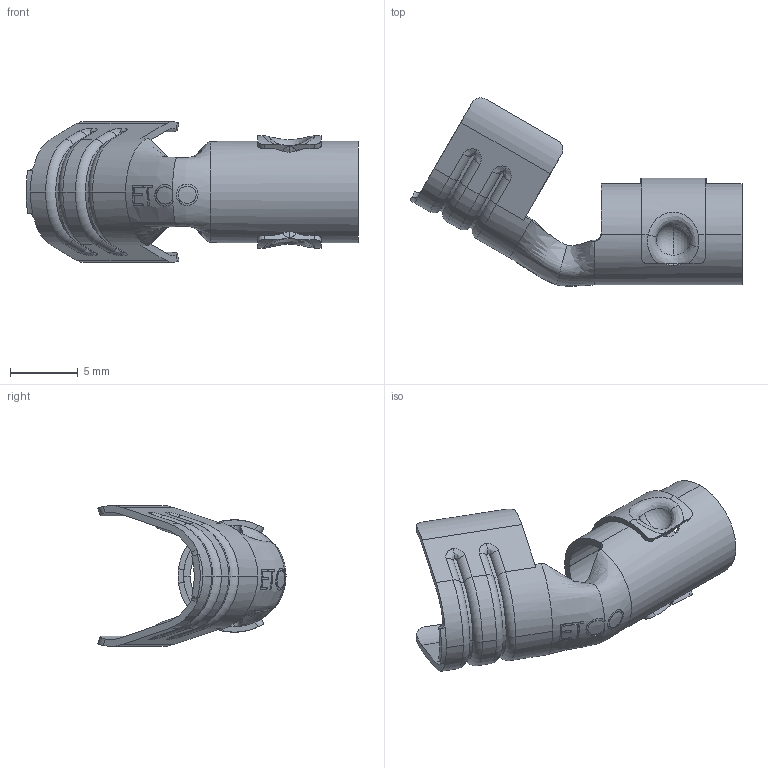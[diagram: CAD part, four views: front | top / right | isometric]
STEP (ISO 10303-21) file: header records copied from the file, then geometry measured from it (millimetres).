
FILE_DESCRIPTION (( 'STEP AP203' ), '1' );
FILE_NAME ('SP10-W-150.STEP', '2019-11-05T15:55:42', ( 'tempuser' ), ( 'Microsoft' ), 'SwSTEP 2.0', 'SolidWorks 2019', '' );
FILE_SCHEMA (( 'CONFIG_CONTROL_DESIGN' ));
Length unit declared in the file: inch
Products named in the file (3): SP10-W-150_SP10-W-150 without carrier; SCA4 expanded for mating_SCA4-B; SP10-W-150
Assembly tree (2 placements, depth 2):
  SP10-W-150
    SP10-W-150_SP10-W-150 without carrier
    SCA4 expanded for mating_SCA4-B
Bounding box: 24.54 x 13.91 x 10.41 mm (x, y, z)
Volume: 274.3 mm3; surface area: 1188.5 mm2
Topology: 2 solids, 2 shells, 221 faces, 629 edges, 412 vertices
Faces by surface type: bspline 95, cylinder 60, plane 40, torus 18, sphere 8
Entity records: 14356 total; most frequent: CARTESIAN_POINT 9065, ORIENTED_EDGE 1258, DIRECTION 740, EDGE_CURVE 629, VERTEX_POINT 412, B_SPLINE_CURVE_WITH_KNOTS 300, AXIS2_PLACEMENT_3D 288, EDGE_LOOP 225
